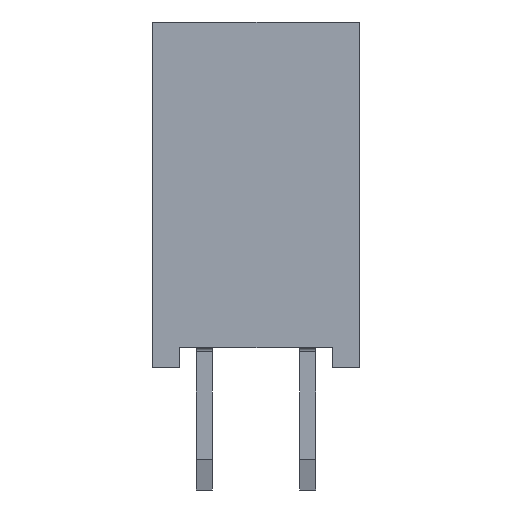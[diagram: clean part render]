
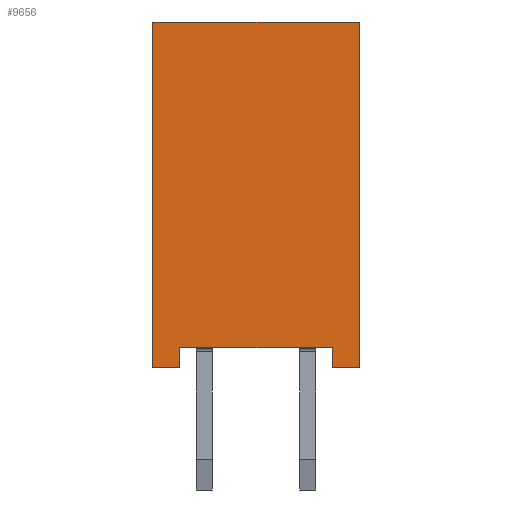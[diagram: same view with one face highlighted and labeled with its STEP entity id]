
A CAD part, left-side view. The second image highlights one B-rep face of the part: STEP entity #9656.
In plain terms, the highlighted planar face has unit normal (-1, 0, 0).
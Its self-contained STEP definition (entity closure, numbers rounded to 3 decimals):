
#9656=ADVANCED_FACE('',(#21276),#21278,.T.);
#21276=FACE_BOUND('',#21277,.T.);
#21277=EDGE_LOOP('',(#30777,#30778,#30779,#30780,#30781,#30782,#30783,#30784));
#21278=PLANE('',#21279);
#21279=AXIS2_PLACEMENT_3D('',#21280,#21281,#21282);
#21280=CARTESIAN_POINT('',(-1.27,3.81,0.));
#21281=DIRECTION('',(-1.,0.,0.));
#21282=DIRECTION('',(0.,-1.,0.));
#30777=ORIENTED_EDGE('',*,*,#36461,.T.);
#30778=ORIENTED_EDGE('',*,*,#36462,.T.);
#30779=ORIENTED_EDGE('',*,*,#36463,.T.);
#30780=ORIENTED_EDGE('',*,*,#36464,.F.);
#30781=ORIENTED_EDGE('',*,*,#36465,.F.);
#30782=ORIENTED_EDGE('',*,*,#36466,.T.);
#30783=ORIENTED_EDGE('',*,*,#36467,.T.);
#30784=ORIENTED_EDGE('',*,*,#34725,.T.);
#34725=EDGE_CURVE('',#40453,#40454,#40455,.T.);
#36461=EDGE_CURVE('',#40454,#43041,#43042,.F.);
#36462=EDGE_CURVE('',#43041,#43043,#43044,.T.);
#36463=EDGE_CURVE('',#43043,#43045,#43046,.T.);
#36464=EDGE_CURVE('',#43047,#43045,#43048,.T.);
#36465=EDGE_CURVE('',#43049,#43047,#43050,.T.);
#36466=EDGE_CURVE('',#43049,#43051,#43052,.T.);
#36467=EDGE_CURVE('',#43051,#40453,#43053,.F.);
#40453=VERTEX_POINT('',#51165);
#40454=VERTEX_POINT('',#51166);
#40455=LINE('',#51167,#51168);
#43041=VERTEX_POINT('',#57485);
#43042=LINE('',#57486,#57487);
#43043=VERTEX_POINT('',#57489);
#43044=LINE('',#57490,#57491);
#43045=VERTEX_POINT('',#57493);
#43046=LINE('',#57494,#57495);
#43047=VERTEX_POINT('',#57497);
#43048=LINE('',#57498,#57499);
#43049=VERTEX_POINT('',#57501);
#43050=LINE('',#57502,#57503);
#43051=VERTEX_POINT('',#57505);
#43052=LINE('',#57506,#57507);
#43053=LINE('',#57509,#57510);
#51165=CARTESIAN_POINT('',(-1.27,3.14,0.5));
#51166=CARTESIAN_POINT('',(-1.27,-0.6,0.5));
#51167=CARTESIAN_POINT('',(-1.27,3.14,0.5));
#51168=VECTOR('',#51169,1.);
#51169=DIRECTION('',(0.,-1.,0.));
#57485=CARTESIAN_POINT('',(-1.27,-0.6,0.));
#57486=CARTESIAN_POINT('',(-1.27,-0.6,0.));
#57487=VECTOR('',#57488,1.);
#57488=DIRECTION('',(0.,0.,1.));
#57489=CARTESIAN_POINT('',(-1.27,-1.27,0.));
#57490=CARTESIAN_POINT('',(-1.27,-0.6,0.));
#57491=VECTOR('',#57492,1.);
#57492=DIRECTION('',(0.,-1.,0.));
#57493=CARTESIAN_POINT('',(-1.27,-1.27,8.5));
#57494=CARTESIAN_POINT('',(-1.27,-1.27,0.));
#57495=VECTOR('',#57496,1.);
#57496=DIRECTION('',(0.,0.,1.));
#57497=CARTESIAN_POINT('',(-1.27,3.81,8.5));
#57498=CARTESIAN_POINT('',(-1.27,3.81,8.5));
#57499=VECTOR('',#57500,1.);
#57500=DIRECTION('',(0.,-1.,0.));
#57501=CARTESIAN_POINT('',(-1.27,3.81,0.));
#57502=CARTESIAN_POINT('',(-1.27,3.81,0.));
#57503=VECTOR('',#57504,1.);
#57504=DIRECTION('',(0.,0.,1.));
#57505=CARTESIAN_POINT('',(-1.27,3.14,0.));
#57506=CARTESIAN_POINT('',(-1.27,3.81,0.));
#57507=VECTOR('',#57508,1.);
#57508=DIRECTION('',(0.,-1.,0.));
#57509=CARTESIAN_POINT('',(-1.27,3.14,0.5));
#57510=VECTOR('',#57511,1.);
#57511=DIRECTION('',(0.,0.,-1.));
